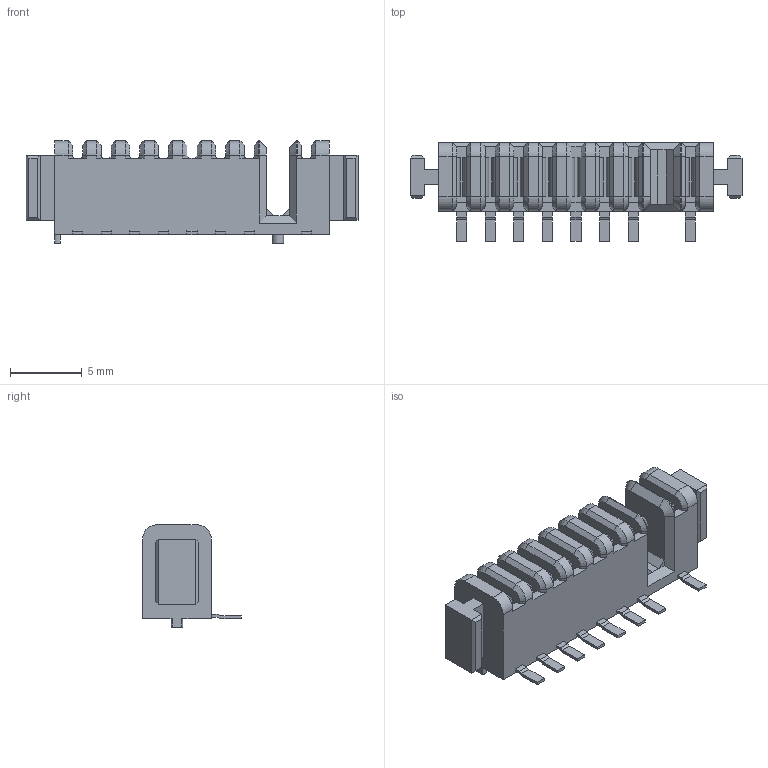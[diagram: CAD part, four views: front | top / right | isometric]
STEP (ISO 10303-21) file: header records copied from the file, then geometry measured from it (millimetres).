
FILE_DESCRIPTION((''),'2;1');
FILE_NAME('C-1747786-1','2008-01-07T',('workeradm'),('Tyco Electronics Corporation'),'PRO/ENGINEER BY PARAMETRIC TECHNOLOGY CORPORATION, 2005450','PRO/ENGINEER BY PARAMETRIC TECHNOLOGY CORPORATION, 2005450','');
FILE_SCHEMA(('CONFIG_CONTROL_DESIGN', 'GEOMETRIC_VALIDATION_PROPERTIES_MIM'));
Length unit declared in the file: millimetre
Products named in the file (1): C-1747786-1
Bounding box: 23.2 x 6.9 x 7.15 mm (x, y, z)
Volume: 495.3 mm3; surface area: 876.1 mm2
Topology: 1 solids, 1 shells, 361 faces, 884 edges, 552 vertices
Faces by surface type: plane 269, cylinder 56, cone 36
Entity records: 10519 total; most frequent: CARTESIAN_POINT 1798, ORIENTED_EDGE 1768, DIRECTION 1754, EDGE_CURVE 884, VECTOR 736, LINE 736, VERTEX_POINT 552, AXIS2_PLACEMENT_3D 509
